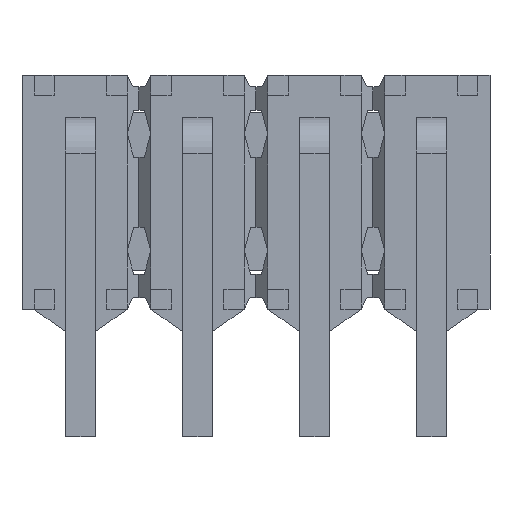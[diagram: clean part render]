
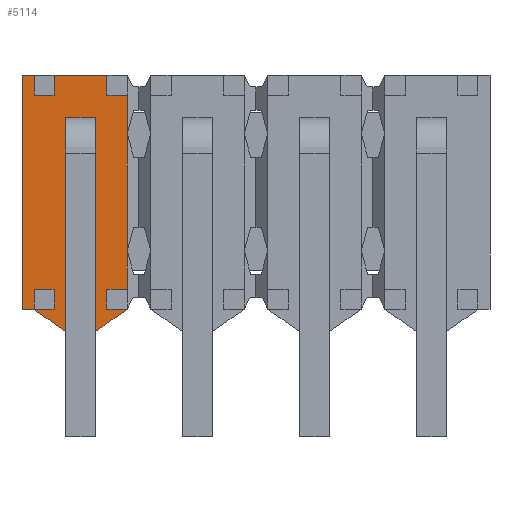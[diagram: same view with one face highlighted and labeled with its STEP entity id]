
A CAD part, front view. The second image highlights one B-rep face of the part: STEP entity #5114.
In plain terms, the highlighted planar face has unit normal (0, -1, 0).
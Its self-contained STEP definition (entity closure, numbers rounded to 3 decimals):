
#1417 = VERTEX_POINT('',#1418);
#1418 = CARTESIAN_POINT('',(2.794,0.508,1.27));
#1424 = EDGE_CURVE('',#1417,#1425,#1427,.T.);
#1425 = VERTEX_POINT('',#1426);
#1426 = CARTESIAN_POINT('',(2.794,0.508,2.108));
#1427 = LINE('',#1428,#1429);
#1428 = CARTESIAN_POINT('',(2.794,0.508,10.16));
#1429 = VECTOR('',#1430,1.);
#1430 = DIRECTION('',(0.,0.,1.));
#1433 = VERTEX_POINT('',#1434);
#1434 = CARTESIAN_POINT('',(2.794,0.508,2.54));
#1462 = EDGE_CURVE('',#1463,#1417,#1465,.T.);
#1463 = VERTEX_POINT('',#1464);
#1464 = CARTESIAN_POINT('',(2.794,0.508,-1.27));
#1465 = LINE('',#1466,#1467);
#1466 = CARTESIAN_POINT('',(2.794,0.508,10.16));
#1467 = VECTOR('',#1468,1.);
#1468 = DIRECTION('',(0.,0.,1.));
#1516 = EDGE_CURVE('',#1517,#1463,#1519,.T.);
#1517 = VERTEX_POINT('',#1518);
#1518 = CARTESIAN_POINT('',(2.794,0.508,-2.108));
#1519 = LINE('',#1520,#1521);
#1520 = CARTESIAN_POINT('',(2.794,0.508,10.16));
#1521 = VECTOR('',#1522,1.);
#1522 = DIRECTION('',(0.,0.,1.));
#2212 = VERTEX_POINT('',#2213);
#2213 = CARTESIAN_POINT('',(5.08,0.508,-2.54));
#2219 = EDGE_CURVE('',#2220,#2212,#2222,.T.);
#2220 = VERTEX_POINT('',#2221);
#2221 = CARTESIAN_POINT('',(4.816,0.508,-2.54));
#2222 = LINE('',#2223,#2224);
#2223 = CARTESIAN_POINT('',(5.08,0.508,-2.54));
#2224 = VECTOR('',#2225,1.);
#2225 = DIRECTION('',(1.,0.,0.));
#2244 = VERTEX_POINT('',#2245);
#2245 = CARTESIAN_POINT('',(4.384,0.508,-2.54));
#2251 = EDGE_CURVE('',#2252,#2244,#2254,.T.);
#2252 = VERTEX_POINT('',#2253);
#2253 = CARTESIAN_POINT('',(3.236,0.508,-2.54));
#2254 = LINE('',#2255,#2256);
#2255 = CARTESIAN_POINT('',(5.08,0.508,-2.54));
#2256 = VECTOR('',#2257,1.);
#2257 = DIRECTION('',(1.,0.,0.));
#3148 = VERTEX_POINT('',#3149);
#3149 = CARTESIAN_POINT('',(4.816,0.508,2.108));
#3155 = EDGE_CURVE('',#3156,#3148,#3158,.T.);
#3156 = VERTEX_POINT('',#3157);
#3157 = CARTESIAN_POINT('',(4.816,0.508,2.54));
#3158 = LINE('',#3159,#3160);
#3159 = CARTESIAN_POINT('',(4.816,0.508,5.08));
#3160 = VECTOR('',#3161,1.);
#3161 = DIRECTION('',(0.,0.,-1.));
#3177 = EDGE_CURVE('',#3178,#2220,#3180,.T.);
#3178 = VERTEX_POINT('',#3179);
#3179 = CARTESIAN_POINT('',(4.816,0.508,-2.108));
#3180 = LINE('',#3181,#3182);
#3181 = CARTESIAN_POINT('',(4.816,0.508,5.08));
#3182 = VECTOR('',#3183,1.);
#3183 = DIRECTION('',(0.,0.,-1.));
#3531 = EDGE_CURVE('',#3532,#3534,#3536,.T.);
#3532 = VERTEX_POINT('',#3533);
#3533 = CARTESIAN_POINT('',(4.384,0.508,2.54));
#3534 = VERTEX_POINT('',#3535);
#3535 = CARTESIAN_POINT('',(4.384,0.508,2.108));
#3536 = LINE('',#3537,#3538);
#3537 = CARTESIAN_POINT('',(4.384,0.508,5.08));
#3538 = VECTOR('',#3539,1.);
#3539 = DIRECTION('',(0.,0.,-1.));
#3564 = VERTEX_POINT('',#3565);
#3565 = CARTESIAN_POINT('',(4.384,0.508,-2.108));
#3571 = EDGE_CURVE('',#3564,#2244,#3572,.T.);
#3572 = LINE('',#3573,#3574);
#3573 = CARTESIAN_POINT('',(4.384,0.508,5.08));
#3574 = VECTOR('',#3575,1.);
#3575 = DIRECTION('',(0.,0.,-1.));
#3588 = VERTEX_POINT('',#3589);
#3589 = CARTESIAN_POINT('',(3.236,0.508,2.108));
#3595 = EDGE_CURVE('',#3596,#3588,#3598,.T.);
#3596 = VERTEX_POINT('',#3597);
#3597 = CARTESIAN_POINT('',(3.236,0.508,2.54));
#3598 = LINE('',#3599,#3600);
#3599 = CARTESIAN_POINT('',(3.236,0.508,5.08));
#3600 = VECTOR('',#3601,1.);
#3601 = DIRECTION('',(0.,0.,-1.));
#3617 = EDGE_CURVE('',#3618,#2252,#3620,.T.);
#3618 = VERTEX_POINT('',#3619);
#3619 = CARTESIAN_POINT('',(3.236,0.508,-2.108));
#3620 = LINE('',#3621,#3622);
#3621 = CARTESIAN_POINT('',(3.236,0.508,5.08));
#3622 = VECTOR('',#3623,1.);
#3623 = DIRECTION('',(0.,0.,-1.));
#3644 = EDGE_CURVE('',#3532,#3156,#3645,.T.);
#3645 = LINE('',#3646,#3647);
#3646 = CARTESIAN_POINT('',(-5.08,0.508,2.54));
#3647 = VECTOR('',#3648,1.);
#3648 = DIRECTION('',(1.,0.,0.));
#3659 = EDGE_CURVE('',#1433,#3596,#3660,.T.);
#3660 = LINE('',#3661,#3662);
#3661 = CARTESIAN_POINT('',(-5.08,0.508,2.54));
#3662 = VECTOR('',#3663,1.);
#3663 = DIRECTION('',(1.,0.,0.));
#3780 = VERTEX_POINT('',#3781);
#3781 = CARTESIAN_POINT('',(4.128,0.508,0.927));
#3787 = EDGE_CURVE('',#3780,#3788,#3790,.T.);
#3788 = VERTEX_POINT('',#3789);
#3789 = CARTESIAN_POINT('',(4.128,0.508,1.143));
#3790 = LINE('',#3791,#3792);
#3791 = CARTESIAN_POINT('',(4.128,0.508,1.562));
#3792 = VECTOR('',#3793,1.);
#3793 = DIRECTION('',(0.,0.,1.));
#3940 = VERTEX_POINT('',#3941);
#3941 = CARTESIAN_POINT('',(3.493,0.508,1.143));
#3947 = EDGE_CURVE('',#3940,#3948,#3950,.T.);
#3948 = VERTEX_POINT('',#3949);
#3949 = CARTESIAN_POINT('',(3.493,0.508,0.927));
#3950 = LINE('',#3951,#3952);
#3951 = CARTESIAN_POINT('',(3.493,0.508,0.927));
#3952 = VECTOR('',#3953,1.);
#3953 = DIRECTION('',(0.,0.,-1.));
#4098 = EDGE_CURVE('',#3948,#3780,#4099,.T.);
#4099 = LINE('',#4100,#4101);
#4100 = CARTESIAN_POINT('',(4.128,0.508,0.927));
#4101 = VECTOR('',#4102,1.);
#4102 = DIRECTION('',(1.,0.,0.));
#4122 = VERTEX_POINT('',#4123);
#4123 = CARTESIAN_POINT('',(3.493,0.508,-1.613));
#4129 = EDGE_CURVE('',#4122,#4130,#4132,.T.);
#4130 = VERTEX_POINT('',#4131);
#4131 = CARTESIAN_POINT('',(4.128,0.508,-1.613));
#4132 = LINE('',#4133,#4134);
#4133 = CARTESIAN_POINT('',(4.128,0.508,-1.613));
#4134 = VECTOR('',#4135,1.);
#4135 = DIRECTION('',(1.,0.,0.));
#4160 = EDGE_CURVE('',#4130,#4161,#4163,.T.);
#4161 = VERTEX_POINT('',#4162);
#4162 = CARTESIAN_POINT('',(4.128,0.508,-0.978));
#4163 = LINE('',#4164,#4165);
#4164 = CARTESIAN_POINT('',(4.128,0.508,-0.978));
#4165 = VECTOR('',#4166,1.);
#4166 = DIRECTION('',(0.,0.,1.));
#4191 = EDGE_CURVE('',#4161,#4192,#4194,.T.);
#4192 = VERTEX_POINT('',#4193);
#4193 = CARTESIAN_POINT('',(3.493,0.508,-0.978));
#4194 = LINE('',#4195,#4196);
#4195 = CARTESIAN_POINT('',(3.493,0.508,-0.978));
#4196 = VECTOR('',#4197,1.);
#4197 = DIRECTION('',(-1.,0.,0.));
#4594 = EDGE_CURVE('',#4192,#4122,#4595,.T.);
#4595 = LINE('',#4596,#4597);
#4596 = CARTESIAN_POINT('',(3.493,0.508,-1.613));
#4597 = VECTOR('',#4598,1.);
#4598 = DIRECTION('',(0.,0.,-1.));
#4681 = EDGE_CURVE('',#4682,#4684,#4686,.T.);
#4682 = VERTEX_POINT('',#4683);
#4683 = CARTESIAN_POINT('',(5.08,0.508,2.54));
#4684 = VERTEX_POINT('',#4685);
#4685 = CARTESIAN_POINT('',(4.826,0.508,2.54));
#4686 = LINE('',#4687,#4688);
#4687 = CARTESIAN_POINT('',(-5.08,0.508,2.54));
#4688 = VECTOR('',#4689,1.);
#4689 = DIRECTION('',(-1.,0.,0.));
#4721 = EDGE_CURVE('',#2212,#4682,#4722,.T.);
#4722 = LINE('',#4723,#4724);
#4723 = CARTESIAN_POINT('',(5.08,0.508,2.54));
#4724 = VECTOR('',#4725,1.);
#4725 = DIRECTION('',(0.,0.,1.));
#5071 = EDGE_CURVE('',#3788,#3940,#5072,.T.);
#5072 = LINE('',#5073,#5074);
#5073 = CARTESIAN_POINT('',(4.826,0.508,1.143));
#5074 = VECTOR('',#5075,1.);
#5075 = DIRECTION('',(-1.,0.,0.));
#5087 = EDGE_CURVE('',#5088,#5090,#5092,.T.);
#5088 = VERTEX_POINT('',#5089);
#5089 = CARTESIAN_POINT('',(3.482,0.508,3.023));
#5090 = VERTEX_POINT('',#5091);
#5091 = CARTESIAN_POINT('',(4.138,0.508,3.023));
#5092 = LINE('',#5093,#5094);
#5093 = CARTESIAN_POINT('',(3.482,0.508,3.023));
#5094 = VECTOR('',#5095,1.);
#5095 = DIRECTION('',(1.,0.,0.));
#5114 = ADVANCED_FACE('',(#5115,#5126,#5171,#5177),#5183,.F.);
#5115 = FACE_BOUND('',#5116,.T.);
#5116 = EDGE_LOOP('',(#5117,#5118,#5124,#5125));
#5117 = ORIENTED_EDGE('',*,*,#3155,.T.);
#5118 = ORIENTED_EDGE('',*,*,#5119,.T.);
#5119 = EDGE_CURVE('',#3148,#3534,#5120,.T.);
#5120 = LINE('',#5121,#5122);
#5121 = CARTESIAN_POINT('',(10.16,0.508,2.108));
#5122 = VECTOR('',#5123,1.);
#5123 = DIRECTION('',(-1.,0.,0.));
#5124 = ORIENTED_EDGE('',*,*,#3531,.F.);
#5125 = ORIENTED_EDGE('',*,*,#3644,.T.);
#5126 = FACE_BOUND('',#5127,.T.);
#5127 = EDGE_LOOP('',(#5128,#5134,#5135,#5136,#5137,#5143,#5144,#5145,
    #5146,#5147,#5153,#5154,#5160,#5161,#5162,#5168,#5169,#5170));
#5128 = ORIENTED_EDGE('',*,*,#5129,.F.);
#5129 = EDGE_CURVE('',#3618,#1517,#5130,.T.);
#5130 = LINE('',#5131,#5132);
#5131 = CARTESIAN_POINT('',(10.16,0.508,-2.108));
#5132 = VECTOR('',#5133,1.);
#5133 = DIRECTION('',(-1.,0.,0.));
#5134 = ORIENTED_EDGE('',*,*,#3617,.T.);
#5135 = ORIENTED_EDGE('',*,*,#2251,.T.);
#5136 = ORIENTED_EDGE('',*,*,#3571,.F.);
#5137 = ORIENTED_EDGE('',*,*,#5138,.F.);
#5138 = EDGE_CURVE('',#3178,#3564,#5139,.T.);
#5139 = LINE('',#5140,#5141);
#5140 = CARTESIAN_POINT('',(10.16,0.508,-2.108));
#5141 = VECTOR('',#5142,1.);
#5142 = DIRECTION('',(-1.,0.,0.));
#5143 = ORIENTED_EDGE('',*,*,#3177,.T.);
#5144 = ORIENTED_EDGE('',*,*,#2219,.T.);
#5145 = ORIENTED_EDGE('',*,*,#4721,.T.);
#5146 = ORIENTED_EDGE('',*,*,#4681,.T.);
#5147 = ORIENTED_EDGE('',*,*,#5148,.F.);
#5148 = EDGE_CURVE('',#5090,#4684,#5149,.T.);
#5149 = LINE('',#5150,#5151);
#5150 = CARTESIAN_POINT('',(4.138,0.508,3.023));
#5151 = VECTOR('',#5152,1.);
#5152 = DIRECTION('',(0.819,0.,-0.574));
#5153 = ORIENTED_EDGE('',*,*,#5087,.F.);
#5154 = ORIENTED_EDGE('',*,*,#5155,.F.);
#5155 = EDGE_CURVE('',#1433,#5088,#5156,.T.);
#5156 = LINE('',#5157,#5158);
#5157 = CARTESIAN_POINT('',(2.794,0.508,2.54));
#5158 = VECTOR('',#5159,1.);
#5159 = DIRECTION('',(0.819,0.,0.574));
#5160 = ORIENTED_EDGE('',*,*,#3659,.T.);
#5161 = ORIENTED_EDGE('',*,*,#3595,.T.);
#5162 = ORIENTED_EDGE('',*,*,#5163,.T.);
#5163 = EDGE_CURVE('',#3588,#1425,#5164,.T.);
#5164 = LINE('',#5165,#5166);
#5165 = CARTESIAN_POINT('',(10.16,0.508,2.108));
#5166 = VECTOR('',#5167,1.);
#5167 = DIRECTION('',(-1.,0.,0.));
#5168 = ORIENTED_EDGE('',*,*,#1424,.F.);
#5169 = ORIENTED_EDGE('',*,*,#1462,.F.);
#5170 = ORIENTED_EDGE('',*,*,#1516,.F.);
#5171 = FACE_BOUND('',#5172,.T.);
#5172 = EDGE_LOOP('',(#5173,#5174,#5175,#5176));
#5173 = ORIENTED_EDGE('',*,*,#5071,.F.);
#5174 = ORIENTED_EDGE('',*,*,#3787,.F.);
#5175 = ORIENTED_EDGE('',*,*,#4098,.F.);
#5176 = ORIENTED_EDGE('',*,*,#3947,.F.);
#5177 = FACE_BOUND('',#5178,.T.);
#5178 = EDGE_LOOP('',(#5179,#5180,#5181,#5182));
#5179 = ORIENTED_EDGE('',*,*,#4594,.F.);
#5180 = ORIENTED_EDGE('',*,*,#4191,.F.);
#5181 = ORIENTED_EDGE('',*,*,#4160,.F.);
#5182 = ORIENTED_EDGE('',*,*,#4129,.F.);
#5183 = PLANE('',#5184);
#5184 = AXIS2_PLACEMENT_3D('',#5185,#5186,#5187);
#5185 = CARTESIAN_POINT('',(0.,0.508,0.));
#5186 = DIRECTION('',(0.,1.,0.));
#5187 = DIRECTION('',(0.,-0.,1.));
